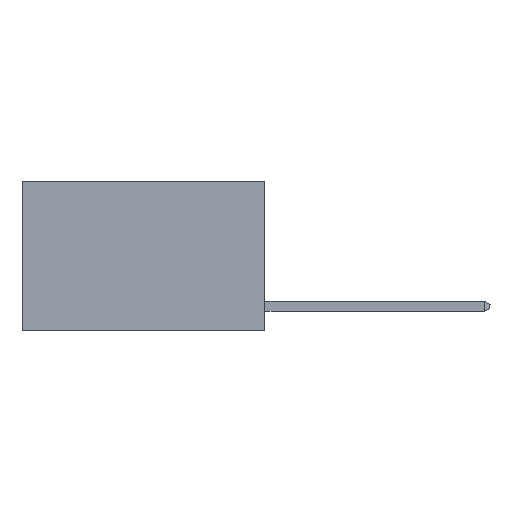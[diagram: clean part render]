
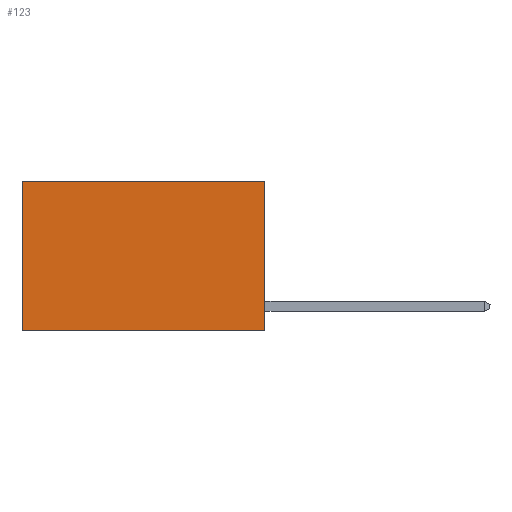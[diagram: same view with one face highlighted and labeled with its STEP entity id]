
A CAD part, left-side view. The second image highlights one B-rep face of the part: STEP entity #123.
In plain terms, the highlighted planar face has unit normal (-1, 0, 0).
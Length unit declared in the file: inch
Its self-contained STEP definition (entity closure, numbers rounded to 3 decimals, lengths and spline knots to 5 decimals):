
#119 = LINE ( 'NONE', #13965, #17492 ) ;
#123 = ADVANCED_FACE ( 'NONE', ( #25057 ), #1547, .F. ) ;
#536 = CARTESIAN_POINT ( 'NONE',  ( 0.2625, 0., -0.37 ) ) ;
#707 = EDGE_CURVE ( 'NONE', #19606, #10525, #3790, .T. ) ;
#1547 = PLANE ( 'NONE',  #23790 ) ;
#1747 = ORIENTED_EDGE ( 'NONE', *, *, #15938, .T. ) ;
#2344 = VECTOR ( 'NONE', #11828, 39.37008 ) ;
#3790 = LINE ( 'NONE', #11620, #21894 ) ;
#6497 = ORIENTED_EDGE ( 'NONE', *, *, #7267, .T. ) ;
#7267 = EDGE_CURVE ( 'NONE', #17791, #8769, #119, .T. ) ;
#8166 = CARTESIAN_POINT ( 'NONE',  ( 0.2625, 0., 0. ) ) ;
#8521 = ORIENTED_EDGE ( 'NONE', *, *, #25716, .F. ) ;
#8769 = VERTEX_POINT ( 'NONE', #17560 ) ;
#9946 = DIRECTION ( 'NONE',  ( 0., 0., -1. ) ) ;
#10525 = VERTEX_POINT ( 'NONE', #13776 ) ;
#10877 = LINE ( 'NONE', #24945, #2344 ) ;
#11620 = CARTESIAN_POINT ( 'NONE',  ( 0.2625, 0., -0.37 ) ) ;
#11828 = DIRECTION ( 'NONE',  ( 0., 0., -1. ) ) ;
#13776 = CARTESIAN_POINT ( 'NONE',  ( 0.2625, 0.6, -0.37 ) ) ;
#13965 = CARTESIAN_POINT ( 'NONE',  ( 0.2625, 0., 0. ) ) ;
#14525 = CARTESIAN_POINT ( 'NONE',  ( 0.2625, 0., 0. ) ) ;
#15938 = EDGE_CURVE ( 'NONE', #8769, #10525, #10877, .T. ) ;
#16807 = DIRECTION ( 'NONE',  ( 1., 0., 0. ) ) ;
#17353 = LINE ( 'NONE', #18615, #24913 ) ;
#17492 = VECTOR ( 'NONE', #24615, 39.37008 ) ;
#17560 = CARTESIAN_POINT ( 'NONE',  ( 0.2625, 0.6, 0. ) ) ;
#17791 = VERTEX_POINT ( 'NONE', #8166 ) ;
#18401 = DIRECTION ( 'NONE',  ( 0., 1., 0. ) ) ;
#18615 = CARTESIAN_POINT ( 'NONE',  ( 0.2625, 0., 0. ) ) ;
#19606 = VERTEX_POINT ( 'NONE', #536 ) ;
#21894 = VECTOR ( 'NONE', #18401, 39.37008 ) ;
#23790 = AXIS2_PLACEMENT_3D ( 'NONE', #14525, #16807, #27796 ) ;
#23971 = EDGE_LOOP ( 'NONE', ( #1747, #26171, #8521, #6497 ) ) ;
#24615 = DIRECTION ( 'NONE',  ( 0., 1., 0. ) ) ;
#24913 = VECTOR ( 'NONE', #9946, 39.37008 ) ;
#24945 = CARTESIAN_POINT ( 'NONE',  ( 0.2625, 0.6, 0. ) ) ;
#25057 = FACE_OUTER_BOUND ( 'NONE', #23971, .T. ) ;
#25716 = EDGE_CURVE ( 'NONE', #17791, #19606, #17353, .T. ) ;
#26171 = ORIENTED_EDGE ( 'NONE', *, *, #707, .F. ) ;
#27796 = DIRECTION ( 'NONE',  ( 0., 0., -1. ) ) ;
